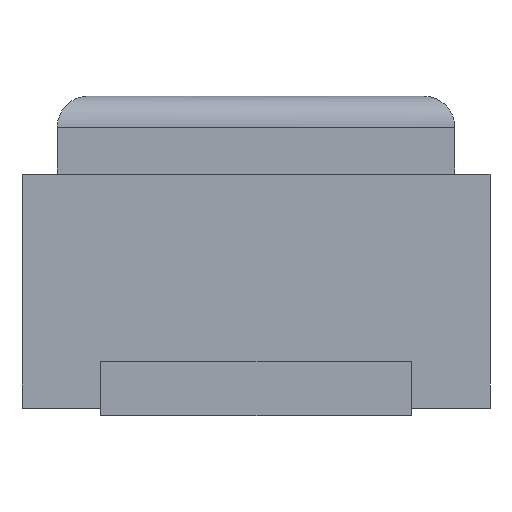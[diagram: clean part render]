
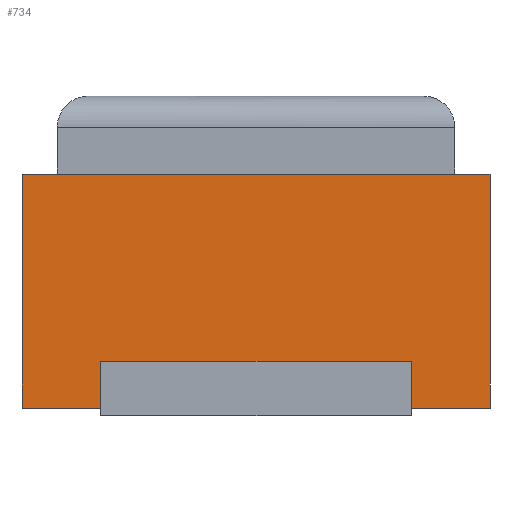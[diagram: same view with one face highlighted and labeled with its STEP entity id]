
A CAD part, left-side view. The second image highlights one B-rep face of the part: STEP entity #734.
In plain terms, the highlighted planar face has unit normal (-1, 0, 0).
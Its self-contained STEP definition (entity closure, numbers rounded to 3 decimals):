
#40 = VERTEX_POINT ( 'NONE', #415 ) ;
#56 = CARTESIAN_POINT ( 'NONE',  ( -2., 0.994, 0.3 ) ) ;
#75 = DIRECTION ( 'NONE',  ( 0., 0., -1. ) ) ;
#92 = ORIENTED_EDGE ( 'NONE', *, *, #1021, .F. ) ;
#105 = CARTESIAN_POINT ( 'NONE',  ( -2., -1.5, 0. ) ) ;
#133 = CARTESIAN_POINT ( 'NONE',  ( -2., -1.5, 0. ) ) ;
#176 = EDGE_CURVE ( 'NONE', #885, #1205, #1056, .T. ) ;
#178 = DIRECTION ( 'NONE',  ( 0., 1., 0. ) ) ;
#195 = CARTESIAN_POINT ( 'NONE',  ( -2., 0.994, 1.5 ) ) ;
#215 = ORIENTED_EDGE ( 'NONE', *, *, #252, .T. ) ;
#223 = EDGE_CURVE ( 'NONE', #866, #885, #784, .T. ) ;
#237 = EDGE_CURVE ( 'NONE', #822, #332, #758, .T. ) ;
#252 = EDGE_CURVE ( 'NONE', #1205, #332, #287, .T. ) ;
#286 = CARTESIAN_POINT ( 'NONE',  ( -2., 1.5, 1.5 ) ) ;
#287 = LINE ( 'NONE', #195, #926 ) ;
#318 = VECTOR ( 'NONE', #619, 1000. ) ;
#332 = VERTEX_POINT ( 'NONE', #56 ) ;
#338 = VECTOR ( 'NONE', #541, 1000. ) ;
#359 = VECTOR ( 'NONE', #1050, 1000. ) ;
#375 = CARTESIAN_POINT ( 'NONE',  ( -2., 1.5, 1.5 ) ) ;
#396 = EDGE_CURVE ( 'NONE', #866, #40, #1230, .T. ) ;
#415 = CARTESIAN_POINT ( 'NONE',  ( -2., -1.5, 1.5 ) ) ;
#424 = ORIENTED_EDGE ( 'NONE', *, *, #176, .T. ) ;
#451 = LINE ( 'NONE', #537, #1093 ) ;
#465 = ORIENTED_EDGE ( 'NONE', *, *, #237, .F. ) ;
#469 = DIRECTION ( 'NONE',  ( 0., -1., 0. ) ) ;
#478 = CARTESIAN_POINT ( 'NONE',  ( -2., -1.5, 1.5 ) ) ;
#488 = EDGE_LOOP ( 'NONE', ( #465, #840, #1180, #92, #604, #1176, #424, #215 ) ) ;
#531 = VECTOR ( 'NONE', #574, 1000. ) ;
#537 = CARTESIAN_POINT ( 'NONE',  ( -2., -0.994, 1.5 ) ) ;
#541 = DIRECTION ( 'NONE',  ( 0., -1., 0. ) ) ;
#574 = DIRECTION ( 'NONE',  ( 0., -1., 0. ) ) ;
#590 = VERTEX_POINT ( 'NONE', #855 ) ;
#592 = EDGE_CURVE ( 'NONE', #822, #590, #451, .T. ) ;
#598 = CARTESIAN_POINT ( 'NONE',  ( -2., -1.5, 1.5 ) ) ;
#604 = ORIENTED_EDGE ( 'NONE', *, *, #396, .F. ) ;
#619 = DIRECTION ( 'NONE',  ( 0., 0., -1. ) ) ;
#642 = CARTESIAN_POINT ( 'NONE',  ( -2., -1.5, 0. ) ) ;
#726 = LINE ( 'NONE', #893, #318 ) ;
#734 = ADVANCED_FACE ( 'NONE', ( #1150 ), #1144, .F. ) ;
#744 = LINE ( 'NONE', #642, #338 ) ;
#758 = LINE ( 'NONE', #1142, #773 ) ;
#773 = VECTOR ( 'NONE', #178, 1000. ) ;
#784 = LINE ( 'NONE', #375, #359 ) ;
#810 = AXIS2_PLACEMENT_3D ( 'NONE', #478, #865, #1234 ) ;
#816 = VERTEX_POINT ( 'NONE', #133 ) ;
#822 = VERTEX_POINT ( 'NONE', #897 ) ;
#840 = ORIENTED_EDGE ( 'NONE', *, *, #592, .T. ) ;
#841 = CARTESIAN_POINT ( 'NONE',  ( -2., 0.994, 0. ) ) ;
#855 = CARTESIAN_POINT ( 'NONE',  ( -2., -0.994, 0. ) ) ;
#865 = DIRECTION ( 'NONE',  ( 1., 0., 0. ) ) ;
#866 = VERTEX_POINT ( 'NONE', #286 ) ;
#885 = VERTEX_POINT ( 'NONE', #969 ) ;
#893 = CARTESIAN_POINT ( 'NONE',  ( -2., -1.5, 1.5 ) ) ;
#897 = CARTESIAN_POINT ( 'NONE',  ( -2., -0.994, 0.3 ) ) ;
#926 = VECTOR ( 'NONE', #965, 1000. ) ;
#965 = DIRECTION ( 'NONE',  ( 0., 0., 1. ) ) ;
#969 = CARTESIAN_POINT ( 'NONE',  ( -2., 1.5, 0. ) ) ;
#1021 = EDGE_CURVE ( 'NONE', #40, #816, #726, .T. ) ;
#1050 = DIRECTION ( 'NONE',  ( 0., 0., -1. ) ) ;
#1056 = LINE ( 'NONE', #105, #1173 ) ;
#1093 = VECTOR ( 'NONE', #75, 1000. ) ;
#1142 = CARTESIAN_POINT ( 'NONE',  ( -2., -1.5, 0.3 ) ) ;
#1144 = PLANE ( 'NONE',  #810 ) ;
#1150 = FACE_OUTER_BOUND ( 'NONE', #488, .T. ) ;
#1173 = VECTOR ( 'NONE', #469, 1000. ) ;
#1176 = ORIENTED_EDGE ( 'NONE', *, *, #223, .T. ) ;
#1180 = ORIENTED_EDGE ( 'NONE', *, *, #1210, .T. ) ;
#1205 = VERTEX_POINT ( 'NONE', #841 ) ;
#1210 = EDGE_CURVE ( 'NONE', #590, #816, #744, .T. ) ;
#1230 = LINE ( 'NONE', #598, #531 ) ;
#1234 = DIRECTION ( 'NONE',  ( 0., 0., -1. ) ) ;
